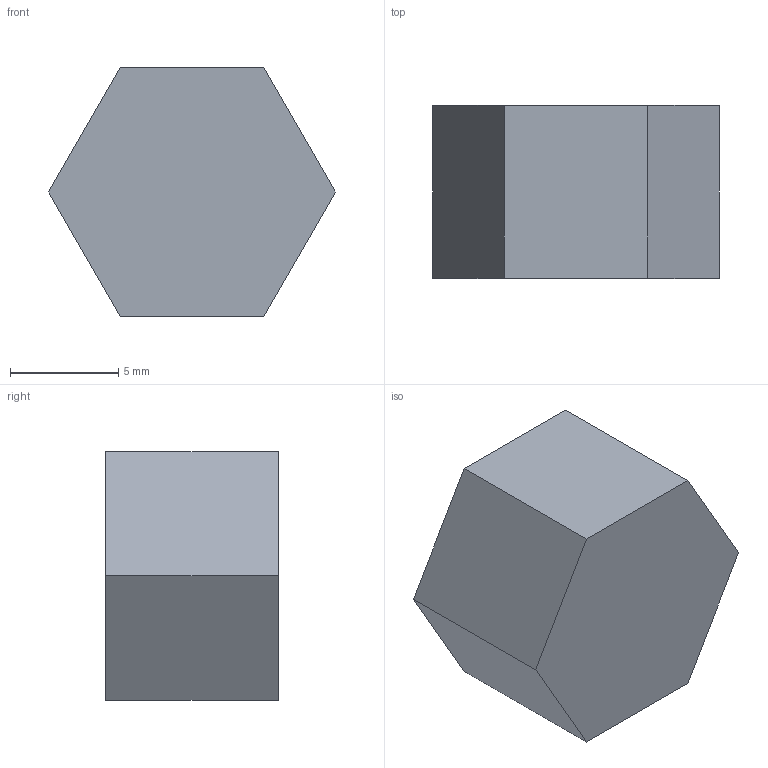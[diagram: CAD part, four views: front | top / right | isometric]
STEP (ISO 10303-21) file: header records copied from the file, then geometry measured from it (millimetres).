
FILE_DESCRIPTION (( 'STEP AP214' ), '1' );
FILE_NAME ('InnerMarkerPlug11_5MM.STEP', '2023-11-11T19:23:02', ( '' ), ( '' ), 'SwSTEP 2.0', 'SolidWorks 2022', '' );
FILE_SCHEMA (( 'AUTOMOTIVE_DESIGN' ));
Length unit declared in the file: millimetre
Products named in the file (1): InnerMarkerPlug11_5MM
Bounding box: 13.28 x 8 x 11.5 mm (x, y, z)
Volume: 910.8 mm3; surface area: 583 mm2
Topology: 1 solids, 1 shells, 42 faces, 108 edges, 72 vertices
Faces by surface type: plane 30, bspline 12
Entity records: 1886 total; most frequent: CARTESIAN_POINT 907, ORIENTED_EDGE 216, DIRECTION 146, EDGE_CURVE 108, LINE 84, VECTOR 84, VERTEX_POINT 72, EDGE_LOOP 46
